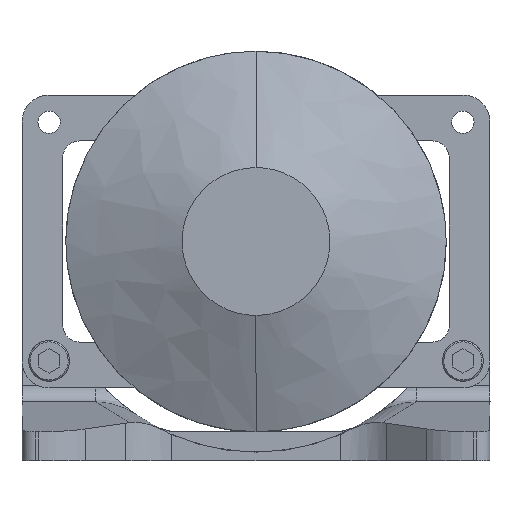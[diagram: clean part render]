
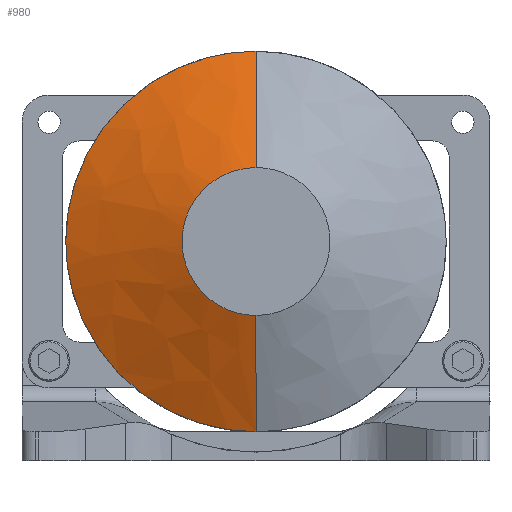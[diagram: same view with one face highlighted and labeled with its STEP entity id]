
A CAD part, front view. The second image highlights one B-rep face of the part: STEP entity #980.
In plain terms, the highlighted free-form (B-spline) face has degree [1, 2] with [2, 5] control points.
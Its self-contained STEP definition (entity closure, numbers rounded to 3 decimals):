
#980=ADVANCED_FACE('',(#2836),#28375,.T.);
#2836=FACE_OUTER_BOUND('',#4708,.T.);
#4708=EDGE_LOOP('',(#7637,#7638,#7639,#7640,#7641));
#7637=ORIENTED_EDGE('',*,*,#16539,.F.);
#7638=ORIENTED_EDGE('',*,*,#16540,.T.);
#7639=ORIENTED_EDGE('',*,*,#16545,.F.);
#7640=ORIENTED_EDGE('',*,*,#16553,.F.);
#7641=ORIENTED_EDGE('',*,*,#16551,.F.);
#16539=EDGE_CURVE('',#25610,#25616,#23457,.T.);
#16540=EDGE_CURVE('',#25610,#25609,#20996,.T.);
#16545=EDGE_CURVE('',#25612,#25609,#23462,.T.);
#16551=EDGE_CURVE('',#25616,#25617,#20999,.T.);
#16553=EDGE_CURVE('',#25617,#25612,#23467,.T.);
#20996=B_SPLINE_CURVE_WITH_KNOTS('',1,(#35005,#35006),.UNSPECIFIED.,.F.,
 .F.,(2,2),(0.,18.624),.UNSPECIFIED.);
#20999=B_SPLINE_CURVE_WITH_KNOTS('',1,(#35042,#35043),.UNSPECIFIED.,.F.,
 .F.,(2,2),(0.,18.624),.UNSPECIFIED.);
#23457=(
BOUNDED_CURVE()
B_SPLINE_CURVE(2,(#35000,#35001,#35002,#35003,#35004),.UNSPECIFIED.,.F.,
 .F.)
B_SPLINE_CURVE_WITH_KNOTS((3,2,3),(0.,60.101,120.201),
 .UNSPECIFIED.)
CURVE()
GEOMETRIC_REPRESENTATION_ITEM()
RATIONAL_B_SPLINE_CURVE((1.,0.707,1.,0.707,1.))
REPRESENTATION_ITEM('')
);
#23462=(
BOUNDED_CURVE()
B_SPLINE_CURVE(2,(#35020,#35021,#35022),.UNSPECIFIED.,.F.,.F.)
B_SPLINE_CURVE_WITH_KNOTS((3,3),(-60.101,0.),.UNSPECIFIED.)
CURVE()
GEOMETRIC_REPRESENTATION_ITEM()
RATIONAL_B_SPLINE_CURVE((1.,0.707,1.))
REPRESENTATION_ITEM('')
);
#23467=(
BOUNDED_CURVE()
B_SPLINE_CURVE(2,(#35049,#35050,#35051),.UNSPECIFIED.,.F.,.F.)
B_SPLINE_CURVE_WITH_KNOTS((3,3),(-120.201,-60.101),
 .UNSPECIFIED.)
CURVE()
GEOMETRIC_REPRESENTATION_ITEM()
RATIONAL_B_SPLINE_CURVE((1.,0.707,1.))
REPRESENTATION_ITEM('')
);
#25609=VERTEX_POINT('',#34967);
#25610=VERTEX_POINT('',#34968);
#25612=VERTEX_POINT('',#34970);
#25616=VERTEX_POINT('',#34974);
#25617=VERTEX_POINT('',#34975);
#28375=(
BOUNDED_SURFACE()
B_SPLINE_SURFACE(1,2,((#34929,#34930,#34931,#34932,#34933),(#34934,#34935,
#34936,#34937,#34938)),.UNSPECIFIED.,.F.,.F.,.F.)
B_SPLINE_SURFACE_WITH_KNOTS((2,2),(3,2,3),(0.,29.75),(0.,60.101,
120.201),.UNSPECIFIED.)
GEOMETRIC_REPRESENTATION_ITEM()
RATIONAL_B_SPLINE_SURFACE(((1.,0.707,1.,0.707,1.),
(1.,0.707,1.,0.707,1.)))
REPRESENTATION_ITEM('')
SURFACE()
);
#34929=CARTESIAN_POINT('',(0.,-26.4,10.904));
#34930=CARTESIAN_POINT('',(-10.904,-26.4,10.904));
#34931=CARTESIAN_POINT('',(-10.904,-26.4,0.));
#34932=CARTESIAN_POINT('',(-10.904,-26.4,-10.904));
#34933=CARTESIAN_POINT('',(0.,-26.4,-10.904));
#34934=CARTESIAN_POINT('',(0.,-14.785,38.293));
#34935=CARTESIAN_POINT('',(-38.293,-14.785,38.293));
#34936=CARTESIAN_POINT('',(-38.293,-14.785,0.));
#34937=CARTESIAN_POINT('',(-38.293,-14.785,-38.293));
#34938=CARTESIAN_POINT('',(0.,-14.785,-38.293));
#34967=CARTESIAN_POINT('',(0.,-19.128,28.05));
#34968=CARTESIAN_POINT('',(0.,-26.4,10.904));
#34970=CARTESIAN_POINT('',(-28.05,-19.128,0.));
#34974=CARTESIAN_POINT('',(0.,-26.4,-10.904));
#34975=CARTESIAN_POINT('',(0.,-19.128,-28.05));
#35000=CARTESIAN_POINT('',(0.,-26.4,10.904));
#35001=CARTESIAN_POINT('',(-10.904,-26.4,10.904));
#35002=CARTESIAN_POINT('',(-10.904,-26.4,0.));
#35003=CARTESIAN_POINT('',(-10.904,-26.4,-10.904));
#35004=CARTESIAN_POINT('',(0.,-26.4,-10.904));
#35005=CARTESIAN_POINT('',(0.,-26.4,10.904));
#35006=CARTESIAN_POINT('',(0.,-19.128,28.05));
#35020=CARTESIAN_POINT('',(-28.05,-19.128,0.));
#35021=CARTESIAN_POINT('',(-28.05,-19.128,28.05));
#35022=CARTESIAN_POINT('',(0.,-19.128,28.05));
#35042=CARTESIAN_POINT('',(0.,-26.4,-10.904));
#35043=CARTESIAN_POINT('',(0.,-19.128,-28.05));
#35049=CARTESIAN_POINT('',(0.,-19.128,-28.05));
#35050=CARTESIAN_POINT('',(-28.05,-19.128,-28.05));
#35051=CARTESIAN_POINT('',(-28.05,-19.128,0.));
